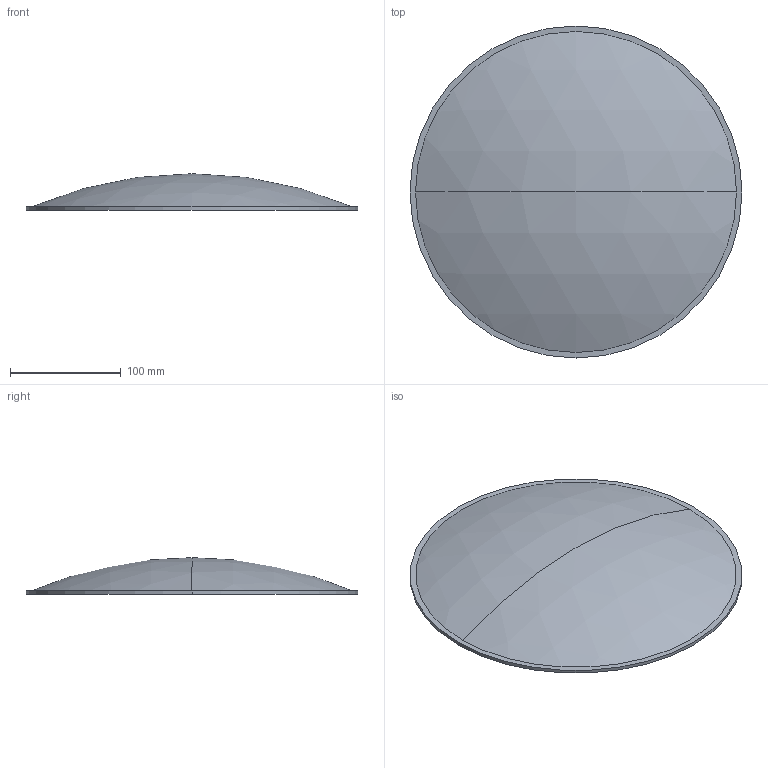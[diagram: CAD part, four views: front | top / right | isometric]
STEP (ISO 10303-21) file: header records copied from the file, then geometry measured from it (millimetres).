
FILE_DESCRIPTION (( 'STEP AP203' ), '1' );
FILE_NAME ('Light_Predeterminado_sldprt.STEP', '2020-07-08T17:55:21', ( '' ), ( '' ), 'SwSTEP 2.0', 'SolidWorks 2017', '' );
FILE_SCHEMA (( 'CONFIG_CONTROL_DESIGN' ));
Length unit declared in the file: millimetre
Products named in the file (1): Light_Predeterminado_sldprt
Bounding box: 300 x 300 x 33 mm (x, y, z)
Volume: 220539.7 mm3; surface area: 149853.8 mm2
Topology: 1 solids, 1 shells, 8 faces, 14 edges, 10 vertices
Faces by surface type: sphere 4, cylinder 2, plane 2
Entity records: 283 total; most frequent: DIRECTION 44, CARTESIAN_POINT 33, ORIENTED_EDGE 28, AXIS2_PLACEMENT_3D 21, EDGE_CURVE 14, CIRCLE 12, VERTEX_POINT 10, EDGE_LOOP 10
